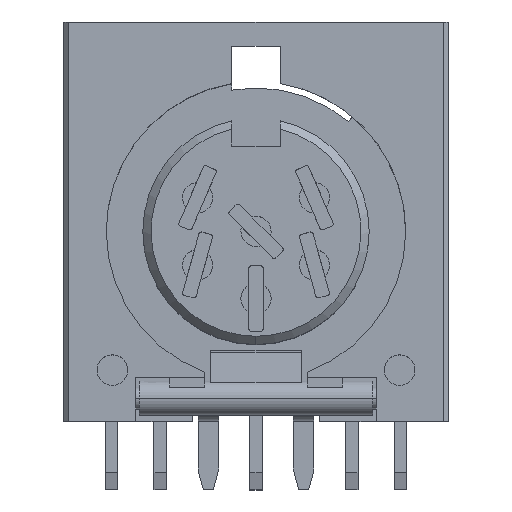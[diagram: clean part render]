
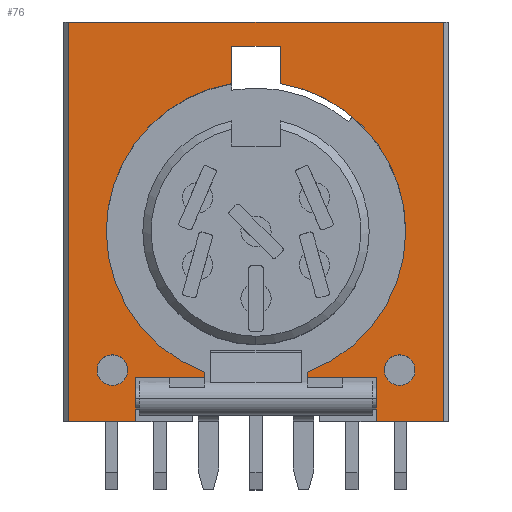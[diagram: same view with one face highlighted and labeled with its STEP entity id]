
A CAD part, top view. The second image highlights one B-rep face of the part: STEP entity #76.
In plain terms, the highlighted planar face has unit normal (0, 0, 1).
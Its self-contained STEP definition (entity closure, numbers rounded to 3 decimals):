
#76=ADVANCED_FACE('',(#448,#449,#450),#451,.T.);
#448=FACE_OUTER_BOUND('',#1140,.T.);
#449=FACE_BOUND('',#1141,.T.);
#450=FACE_BOUND('',#1142,.T.);
#451=PLANE('',#1143);
#1140=EDGE_LOOP('',(#2009,#2010,#2011,#2012,#2013,#2014,#2015,#2016,#2017,#2018,#2019,#2020,#2021,#2022,#2023,#2024,#2025,#2026));
#1141=EDGE_LOOP('',(#2027,#2028));
#1142=EDGE_LOOP('',(#2029,#2030));
#1143=AXIS2_PLACEMENT_3D('',#2031,#2032,#2033);
#2009=ORIENTED_EDGE('',*,*,#4887,.T.);
#2010=ORIENTED_EDGE('',*,*,#4888,.T.);
#2011=ORIENTED_EDGE('',*,*,#4889,.T.);
#2012=ORIENTED_EDGE('',*,*,#4890,.T.);
#2013=ORIENTED_EDGE('',*,*,#4891,.T.);
#2014=ORIENTED_EDGE('',*,*,#4892,.F.);
#2015=ORIENTED_EDGE('',*,*,#4893,.F.);
#2016=ORIENTED_EDGE('',*,*,#4744,.F.);
#2017=ORIENTED_EDGE('',*,*,#4894,.F.);
#2018=ORIENTED_EDGE('',*,*,#4895,.F.);
#2019=ORIENTED_EDGE('',*,*,#4896,.F.);
#2020=ORIENTED_EDGE('',*,*,#4746,.F.);
#2021=ORIENTED_EDGE('',*,*,#4897,.F.);
#2022=ORIENTED_EDGE('',*,*,#4898,.F.);
#2023=ORIENTED_EDGE('',*,*,#4899,.T.);
#2024=ORIENTED_EDGE('',*,*,#4900,.F.);
#2025=ORIENTED_EDGE('',*,*,#4901,.T.);
#2026=ORIENTED_EDGE('',*,*,#4902,.T.);
#2027=ORIENTED_EDGE('',*,*,#4903,.F.);
#2028=ORIENTED_EDGE('',*,*,#4904,.F.);
#2029=ORIENTED_EDGE('',*,*,#4905,.F.);
#2030=ORIENTED_EDGE('',*,*,#4906,.F.);
#2031=CARTESIAN_POINT('',(0.0,0.0,0.0));
#2032=DIRECTION('',(0.0,0.0,1.0));
#2033=DIRECTION('',(1.0,0.0,0.0));
#4744=EDGE_CURVE('',#5719,#5715,#5721,.T.);
#4746=EDGE_CURVE('',#5722,#5725,#5726,.T.);
#4887=EDGE_CURVE('',#6005,#6006,#6007,.T.);
#4888=EDGE_CURVE('',#6006,#6008,#6009,.T.);
#4889=EDGE_CURVE('',#6008,#6010,#6011,.T.);
#4890=EDGE_CURVE('',#6010,#6012,#6013,.T.);
#4891=EDGE_CURVE('',#6012,#6014,#6015,.T.);
#4892=EDGE_CURVE('',#6016,#6014,#6017,.T.);
#4893=EDGE_CURVE('',#5715,#6016,#6018,.T.);
#4894=EDGE_CURVE('',#6019,#5719,#6020,.T.);
#4895=EDGE_CURVE('',#6021,#6019,#6022,.T.);
#4896=EDGE_CURVE('',#5725,#6021,#6023,.T.);
#4897=EDGE_CURVE('',#6024,#5722,#6025,.T.);
#4898=EDGE_CURVE('',#6026,#6024,#6027,.T.);
#4899=EDGE_CURVE('',#6026,#6028,#6029,.T.);
#4900=EDGE_CURVE('',#6030,#6028,#6031,.T.);
#4901=EDGE_CURVE('',#6030,#6032,#6033,.T.);
#4902=EDGE_CURVE('',#6032,#6005,#6034,.T.);
#4903=EDGE_CURVE('',#6035,#6036,#6037,.T.);
#4904=EDGE_CURVE('',#6036,#6035,#6038,.T.);
#4905=EDGE_CURVE('',#6039,#6040,#6041,.T.);
#4906=EDGE_CURVE('',#6040,#6039,#6042,.T.);
#5715=VERTEX_POINT('',#7326);
#5719=VERTEX_POINT('',#7331);
#5721=CIRCLE('',#7334,7.811);
#5722=VERTEX_POINT('',#7335);
#5725=VERTEX_POINT('',#7339);
#5726=CIRCLE('',#7340,7.811);
#6005=VERTEX_POINT('',#7694);
#6006=VERTEX_POINT('',#7695);
#6007=LINE('',#7696,#7697);
#6008=VERTEX_POINT('',#7698);
#6009=LINE('',#7699,#7700);
#6010=VERTEX_POINT('',#7701);
#6011=LINE('',#7702,#7703);
#6012=VERTEX_POINT('',#7704);
#6013=LINE('',#7705,#7706);
#6014=VERTEX_POINT('',#7707);
#6015=LINE('',#7708,#7709);
#6016=VERTEX_POINT('',#7710);
#6017=LINE('',#7711,#7712);
#6018=CIRCLE('',#7713,7.811);
#6019=VERTEX_POINT('',#7714);
#6020=LINE('',#7715,#7716);
#6021=VERTEX_POINT('',#7717);
#6022=LINE('',#7718,#7719);
#6023=LINE('',#7720,#7721);
#6024=VERTEX_POINT('',#7722);
#6025=CIRCLE('',#7723,7.811);
#6026=VERTEX_POINT('',#7724);
#6027=LINE('',#7725,#7726);
#6028=VERTEX_POINT('',#7727);
#6029=LINE('',#7728,#7729);
#6030=VERTEX_POINT('',#7730);
#6031=LINE('',#7731,#7732);
#6032=VERTEX_POINT('',#7733);
#6033=LINE('',#7734,#7735);
#6034=LINE('',#7736,#7737);
#6035=VERTEX_POINT('',#7738);
#6036=VERTEX_POINT('',#7739);
#6037=CIRCLE('',#7740,0.8);
#6038=CIRCLE('',#7741,0.8);
#6039=VERTEX_POINT('',#7742);
#6040=VERTEX_POINT('',#7743);
#6041=CIRCLE('',#7744,0.8);
#6042=CIRCLE('',#7745,0.8);
#7326=CARTESIAN_POINT('',(-7.811,0.,0.0));
#7331=CARTESIAN_POINT('',(-1.27,7.707,0.0));
#7334=AXIS2_PLACEMENT_3D('',#9736,#9737,#9738);
#7335=CARTESIAN_POINT('',(7.811,0.,0.0));
#7339=CARTESIAN_POINT('',(1.27,7.707,0.0));
#7340=AXIS2_PLACEMENT_3D('',#9740,#9741,#9742);
#7694=CARTESIAN_POINT('',(9.779,10.922,0.0));
#7695=CARTESIAN_POINT('',(-9.779,10.922,0.0));
#7696=CARTESIAN_POINT('',(9.779,10.922,0.0));
#7697=VECTOR('',#10018,19.558);
#7698=CARTESIAN_POINT('',(-9.779,-9.906,0.0));
#7699=CARTESIAN_POINT('',(-9.779,10.922,0.0));
#7700=VECTOR('',#10019,20.828);
#7701=CARTESIAN_POINT('',(-6.274,-9.906,0.0));
#7702=CARTESIAN_POINT('',(-9.779,-9.906,0.0));
#7703=VECTOR('',#10020,3.505);
#7704=CARTESIAN_POINT('',(-6.274,-7.62,0.0));
#7705=CARTESIAN_POINT('',(-6.274,-9.906,0.0));
#7706=VECTOR('',#10021,2.286);
#7707=CARTESIAN_POINT('',(-2.667,-7.62,0.0));
#7708=CARTESIAN_POINT('',(-6.274,-7.62,0.0));
#7709=VECTOR('',#10022,3.607);
#7710=CARTESIAN_POINT('',(-2.667,-7.341,0.0));
#7711=CARTESIAN_POINT('',(-2.667,-7.341,0.0));
#7712=VECTOR('',#10023,0.279);
#7713=AXIS2_PLACEMENT_3D('',#10024,#10025,#10026);
#7714=CARTESIAN_POINT('',(-1.27,9.652,0.0));
#7715=CARTESIAN_POINT('',(-1.27,9.652,0.0));
#7716=VECTOR('',#10027,1.945);
#7717=CARTESIAN_POINT('',(1.27,9.652,0.0));
#7718=CARTESIAN_POINT('',(1.27,9.652,0.0));
#7719=VECTOR('',#10028,2.54);
#7720=CARTESIAN_POINT('',(1.27,7.707,0.0));
#7721=VECTOR('',#10029,1.945);
#7722=CARTESIAN_POINT('',(2.667,-7.341,0.0));
#7723=AXIS2_PLACEMENT_3D('',#10030,#10031,#10032);
#7724=CARTESIAN_POINT('',(2.667,-7.62,0.0));
#7725=CARTESIAN_POINT('',(2.667,-7.62,0.0));
#7726=VECTOR('',#10033,0.279);
#7727=CARTESIAN_POINT('',(6.274,-7.62,0.0));
#7728=CARTESIAN_POINT('',(2.667,-7.62,0.0));
#7729=VECTOR('',#10034,3.607);
#7730=CARTESIAN_POINT('',(6.274,-9.906,0.0));
#7731=CARTESIAN_POINT('',(6.274,-9.906,0.0));
#7732=VECTOR('',#10035,2.286);
#7733=CARTESIAN_POINT('',(9.779,-9.906,0.0));
#7734=CARTESIAN_POINT('',(6.274,-9.906,0.0));
#7735=VECTOR('',#10036,3.505);
#7736=CARTESIAN_POINT('',(9.779,-9.906,0.0));
#7737=VECTOR('',#10037,20.828);
#7738=CARTESIAN_POINT('',(6.693,-7.239,0.0));
#7739=CARTESIAN_POINT('',(8.293,-7.239,0.0));
#7740=AXIS2_PLACEMENT_3D('',#10038,#10039,#10040);
#7741=AXIS2_PLACEMENT_3D('',#10041,#10042,#10043);
#7742=CARTESIAN_POINT('',(-8.293,-7.239,0.0));
#7743=CARTESIAN_POINT('',(-6.693,-7.239,0.0));
#7744=AXIS2_PLACEMENT_3D('',#10044,#10045,#10046);
#7745=AXIS2_PLACEMENT_3D('',#10047,#10048,#10049);
#9736=CARTESIAN_POINT('',(0.0,0.0,0.0));
#9737=DIRECTION('',(0.0,0.0,1.0));
#9738=DIRECTION('',(-0.163,0.987,0.0));
#9740=CARTESIAN_POINT('',(0.0,0.0,0.0));
#9741=DIRECTION('',(0.0,0.0,1.0));
#9742=DIRECTION('',(0.341,-0.94,0.0));
#10018=DIRECTION('',(-1.0,0.0,0.0));
#10019=DIRECTION('',(0.0,-1.0,0.0));
#10020=DIRECTION('',(1.0,0.0,0.0));
#10021=DIRECTION('',(0.0,1.0,0.0));
#10022=DIRECTION('',(1.0,0.0,0.0));
#10023=DIRECTION('',(0.0,-1.0,0.0));
#10024=CARTESIAN_POINT('',(0.0,0.0,0.0));
#10025=DIRECTION('',(0.0,0.0,1.0));
#10026=DIRECTION('',(-0.163,0.987,0.0));
#10027=DIRECTION('',(0.0,-1.0,0.0));
#10028=DIRECTION('',(-1.0,0.0,0.0));
#10029=DIRECTION('',(0.0,1.0,0.0));
#10030=CARTESIAN_POINT('',(0.0,0.0,0.0));
#10031=DIRECTION('',(0.0,0.0,1.0));
#10032=DIRECTION('',(0.341,-0.94,0.0));
#10033=DIRECTION('',(0.0,1.0,0.0));
#10034=DIRECTION('',(1.0,0.0,0.0));
#10035=DIRECTION('',(0.0,1.0,0.0));
#10036=DIRECTION('',(1.0,0.0,0.0));
#10037=DIRECTION('',(0.0,1.0,0.0));
#10038=CARTESIAN_POINT('',(7.493,-7.239,0.0));
#10039=DIRECTION('',(0.0,0.0,1.0));
#10040=DIRECTION('',(-1.0,0.0,0.0));
#10041=CARTESIAN_POINT('',(7.493,-7.239,0.0));
#10042=DIRECTION('',(0.0,0.0,1.0));
#10043=DIRECTION('',(1.0,0.0,0.0));
#10044=CARTESIAN_POINT('',(-7.493,-7.239,0.0));
#10045=DIRECTION('',(0.0,0.0,1.0));
#10046=DIRECTION('',(-1.0,0.0,0.0));
#10047=CARTESIAN_POINT('',(-7.493,-7.239,0.0));
#10048=DIRECTION('',(0.0,0.0,1.0));
#10049=DIRECTION('',(1.0,0.0,0.0));
